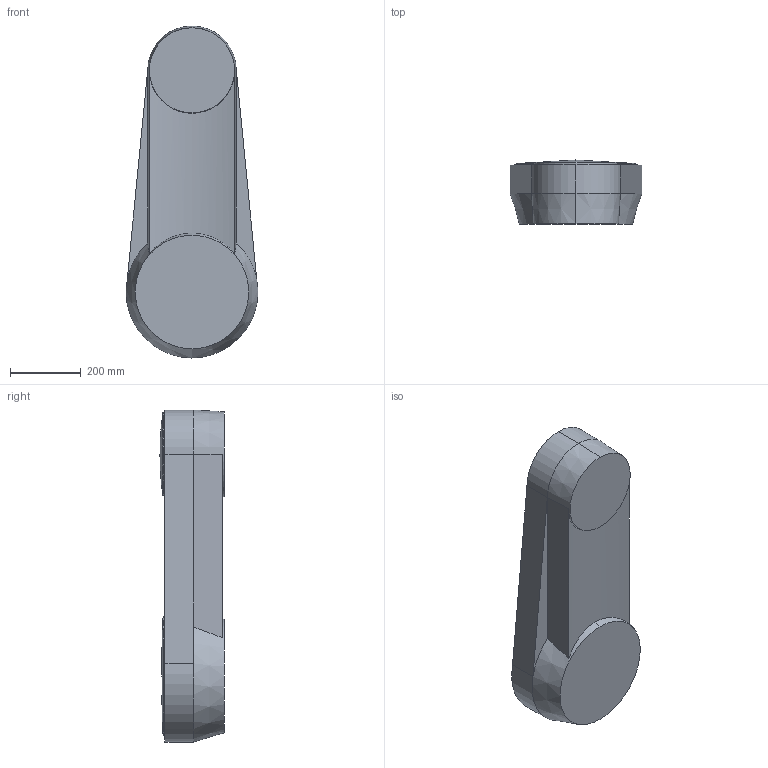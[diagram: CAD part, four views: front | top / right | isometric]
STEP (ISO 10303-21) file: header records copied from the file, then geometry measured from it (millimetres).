
FILE_DESCRIPTION((''), '1');
FILE_NAME('^15920 ', '2004-06-16T11:56:14+00:00', (''), (''), 'CATIA.STEP INTERFACE', 'CATIA SOLUTIONS V4 RELEASE 2.4 FR 4.2.4', '');
FILE_SCHEMA(('AUTOMOTIVE_DESIGN { 1 2 10303 214 0 1 1 1 }'));
Length unit declared in the file: millimetre
Products named in the file (1): *MASTER
Bounding box: 371.78 x 180.75 x 936 mm (x, y, z)
Volume: 41797045 mm3; surface area: 904724.7 mm2
Topology: 1 solids, 1 shells, 30 faces, 70 edges, 44 vertices
Faces by surface type: plane 9, cylinder 9, cone 4, torus 4, sphere 4
Entity records: 852 total; most frequent: CARTESIAN_POINT 186, DIRECTION 136, ORIENTED_EDGE 128, EDGE_CURVE 64, AXIS2_PLACEMENT_3D 56, VERTEX_POINT 38, CIRCLE 34, EDGE_LOOP 32
